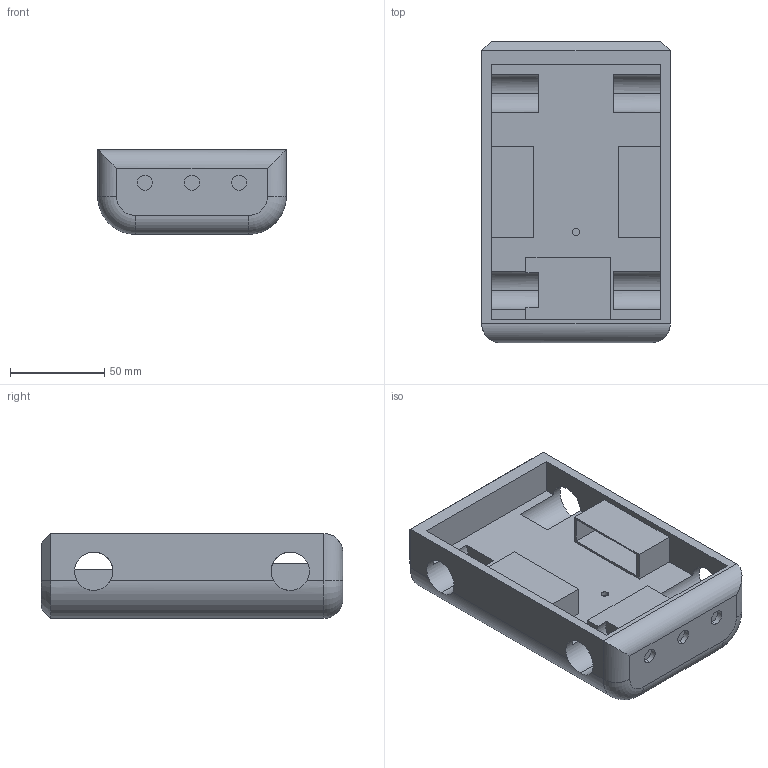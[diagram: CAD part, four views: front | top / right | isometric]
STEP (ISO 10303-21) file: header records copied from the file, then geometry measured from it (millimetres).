
FILE_DESCRIPTION (( 'STEP AP214' ), '1' );
FILE_NAME ('body mon 1.STEP', '2021-06-05T16:23:33', ( '' ), ( '' ), 'SwSTEP 2.0', 'SolidWorks 2020', '' );
FILE_SCHEMA (( 'AUTOMOTIVE_DESIGN' ));
Length unit declared in the file: centimetre
Products named in the file (1): body mon 1
Bounding box: 100 x 160 x 45 mm (x, y, z)
Volume: 380550.2 mm3; surface area: 83503.1 mm2
Topology: 3 solids, 3 shells, 90 faces, 239 edges, 154 vertices
Faces by surface type: plane 60, cylinder 24, bspline 2, torus 2, cone 2
Entity records: 3663 total; most frequent: CARTESIAN_POINT 636, ORIENTED_EDGE 478, DIRECTION 461, EDGE_CURVE 239, VECTOR 167, LINE 167, VERTEX_POINT 154, AXIS2_PLACEMENT_3D 147
